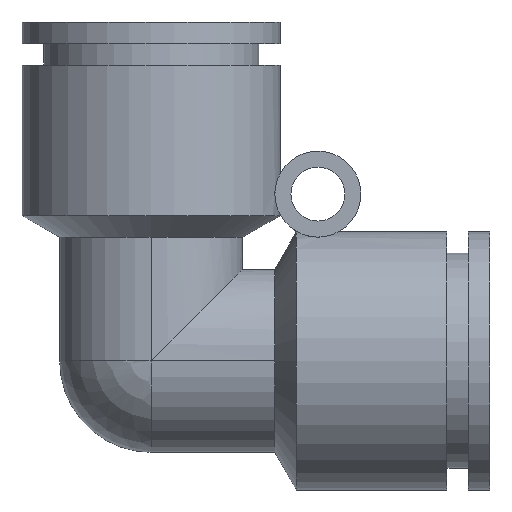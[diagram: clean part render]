
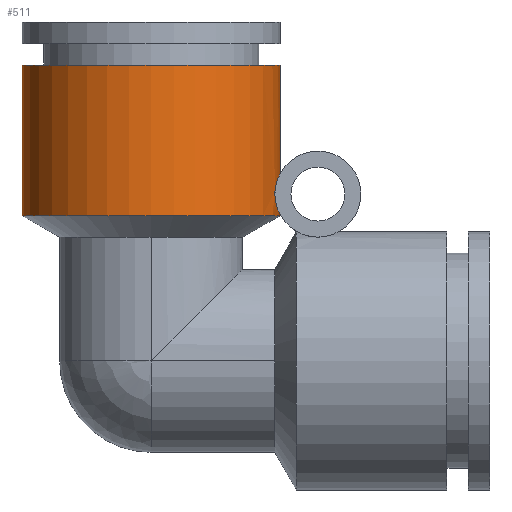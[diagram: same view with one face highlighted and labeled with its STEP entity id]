
A CAD part, front view. The second image highlights one B-rep face of the part: STEP entity #511.
In plain terms, the highlighted cylindrical face has radius 12 mm (diameter 24 mm), a partial arc.
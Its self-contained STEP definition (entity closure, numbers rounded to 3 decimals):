
#9 = EDGE_CURVE ( 'NONE', #1100, #1298, #722, .T. ) ;
#26 = CARTESIAN_POINT ( 'NONE',  ( 20.5, 0., 22. ) ) ;
#37 = ORIENTED_EDGE ( 'NONE', *, *, #1874, .F. ) ;
#39 = CARTESIAN_POINT ( 'NONE',  ( 20.5, 0., 22.064 ) ) ;
#80 = CARTESIAN_POINT ( 'NONE',  ( 20.087, -3.125, 24.839 ) ) ;
#83 = CARTESIAN_POINT ( 'NONE',  ( -3.5, 0., 36. ) ) ;
#94 = CARTESIAN_POINT ( 'NONE',  ( 20.013, -3.384, 23.635 ) ) ;
#173 = ORIENTED_EDGE ( 'NONE', *, *, #1115, .F. ) ;
#230 = FACE_OUTER_BOUND ( 'NONE', #705, .T. ) ;
#234 = VECTOR ( 'NONE', #255, 1000. ) ;
#238 = CARTESIAN_POINT ( 'NONE',  ( 20.5, 0., 20. ) ) ;
#242 = CARTESIAN_POINT ( 'NONE',  ( 20.284, -2.274, 22.518 ) ) ;
#255 = DIRECTION ( 'NONE',  ( 0., 0., -1. ) ) ;
#261 = CARTESIAN_POINT ( 'NONE',  ( 20.254, -2.439, 25.412 ) ) ;
#363 = AXIS2_PLACEMENT_3D ( 'NONE', #1655, #2007, #971 ) ;
#377 = DIRECTION ( 'NONE',  ( 0., 0., -1. ) ) ;
#387 = ORIENTED_EDGE ( 'NONE', *, *, #1029, .T. ) ;
#392 = CARTESIAN_POINT ( 'NONE',  ( 20.057, -3.232, 24.692 ) ) ;
#403 = CARTESIAN_POINT ( 'NONE',  ( 20.5, 0., 25.936 ) ) ;
#406 = DIRECTION ( 'NONE',  ( 0., 0., -1. ) ) ;
#409 = CARTESIAN_POINT ( 'NONE',  ( 20.483, -0.723, 25.908 ) ) ;
#417 = CARTESIAN_POINT ( 'NONE',  ( 20.372, -1.778, 22.308 ) ) ;
#483 = VECTOR ( 'NONE', #406, 1000. ) ;
#485 = EDGE_CURVE ( 'NONE', #1425, #943, #818, .T. ) ;
#511 = ADVANCED_FACE ( 'NONE', ( #230 ), #2025, .T. ) ;
#583 = CARTESIAN_POINT ( 'NONE',  ( 20.5, 0., 36. ) ) ;
#705 = EDGE_LOOP ( 'NONE', ( #173, #970, #387, #1471, #999, #37 ) ) ;
#713 = CARTESIAN_POINT ( 'NONE',  ( 20.151, -2.875, 22.903 ) ) ;
#722 = LINE ( 'NONE', #1040, #234 ) ;
#729 = CARTESIAN_POINT ( 'NONE',  ( 20.057, -3.231, 23.307 ) ) ;
#818 = B_SPLINE_CURVE_WITH_KNOTS ( 'NONE', 3,
 ( #403, #1541, #409, #1853, #2034, #261, #1992, #80, #392, #1844, #1028, #1015, #94, #729, #1209, #713, #1184, #1671, #242, #417, #895, #879, #1372, #1363 ),
 .UNSPECIFIED., .F., .F.,
 ( 4, 2, 2, 2, 2, 2, 2, 2, 2, 2, 2, 4 ),
 ( 0., 0.001, 0.002, 0.003, 0.004, 0.004, 0.005, 0.005, 0.006, 0.006, 0.008, 0.009 ),
 .UNSPECIFIED. ) ;
#855 = VERTEX_POINT ( 'NONE', #26 ) ;
#879 = CARTESIAN_POINT ( 'NONE',  ( 20.483, -0.725, 22.093 ) ) ;
#895 = CARTESIAN_POINT ( 'NONE',  ( 20.42, -1.432, 22.215 ) ) ;
#903 = AXIS2_PLACEMENT_3D ( 'NONE', #1326, #1670, #1990 ) ;
#943 = VERTEX_POINT ( 'NONE', #39 ) ;
#970 = ORIENTED_EDGE ( 'NONE', *, *, #9, .T. ) ;
#971 = DIRECTION ( 'NONE',  ( 1., 0., 0. ) ) ;
#989 = LINE ( 'NONE', #238, #1268 ) ;
#999 = ORIENTED_EDGE ( 'NONE', *, *, #485, .F. ) ;
#1015 = CARTESIAN_POINT ( 'NONE',  ( 20., -3.428, 23.816 ) ) ;
#1028 = CARTESIAN_POINT ( 'NONE',  ( 20., -3.428, 24.181 ) ) ;
#1029 = EDGE_CURVE ( 'NONE', #1298, #855, #1269, .T. ) ;
#1040 = CARTESIAN_POINT ( 'NONE',  ( -3.5, 0., 20. ) ) ;
#1079 = CARTESIAN_POINT ( 'NONE',  ( 20.5, 0., 25.936 ) ) ;
#1087 = CIRCLE ( 'NONE', #363, 12. ) ;
#1100 = VERTEX_POINT ( 'NONE', #83 ) ;
#1115 = EDGE_CURVE ( 'NONE', #1100, #1404, #1087, .T. ) ;
#1184 = CARTESIAN_POINT ( 'NONE',  ( 20.186, -2.732, 22.791 ) ) ;
#1202 = DIRECTION ( 'NONE',  ( 1., 0., 0. ) ) ;
#1209 = CARTESIAN_POINT ( 'NONE',  ( 20.087, -3.123, 23.159 ) ) ;
#1217 = LINE ( 'NONE', #1558, #483 ) ;
#1268 = VECTOR ( 'NONE', #377, 1000. ) ;
#1269 = CIRCLE ( 'NONE', #903, 12. ) ;
#1298 = VERTEX_POINT ( 'NONE', #2005 ) ;
#1326 = CARTESIAN_POINT ( 'NONE',  ( 8.5, 0., 22. ) ) ;
#1342 = CARTESIAN_POINT ( 'NONE',  ( 8.5, 0., 20. ) ) ;
#1363 = CARTESIAN_POINT ( 'NONE',  ( 20.5, 0., 22.064 ) ) ;
#1372 = CARTESIAN_POINT ( 'NONE',  ( 20.5, -0.36, 22.064 ) ) ;
#1404 = VERTEX_POINT ( 'NONE', #583 ) ;
#1425 = VERTEX_POINT ( 'NONE', #1079 ) ;
#1471 = ORIENTED_EDGE ( 'NONE', *, *, #1822, .F. ) ;
#1541 = CARTESIAN_POINT ( 'NONE',  ( 20.5, -0.364, 25.936 ) ) ;
#1558 = CARTESIAN_POINT ( 'NONE',  ( 20.5, 0., 20. ) ) ;
#1655 = CARTESIAN_POINT ( 'NONE',  ( 8.5, 0., 36. ) ) ;
#1670 = DIRECTION ( 'NONE',  ( 0., 0., 1. ) ) ;
#1671 = CARTESIAN_POINT ( 'NONE',  ( 20.252, -2.433, 22.6 ) ) ;
#1703 = DIRECTION ( 'NONE',  ( 0., 0., -1. ) ) ;
#1822 = EDGE_CURVE ( 'NONE', #943, #855, #989, .T. ) ;
#1844 = CARTESIAN_POINT ( 'NONE',  ( 20.013, -3.385, 24.362 ) ) ;
#1853 = CARTESIAN_POINT ( 'NONE',  ( 20.42, -1.429, 25.785 ) ) ;
#1874 = EDGE_CURVE ( 'NONE', #1404, #1425, #1217, .T. ) ;
#1990 = DIRECTION ( 'NONE',  ( 1., 0., 0. ) ) ;
#1991 = AXIS2_PLACEMENT_3D ( 'NONE', #1342, #1703, #1202 ) ;
#1992 = CARTESIAN_POINT ( 'NONE',  ( 20.183, -2.752, 25.225 ) ) ;
#2005 = CARTESIAN_POINT ( 'NONE',  ( -3.5, 0., 22. ) ) ;
#2007 = DIRECTION ( 'NONE',  ( 0., 0., 1. ) ) ;
#2025 = CYLINDRICAL_SURFACE ( 'NONE', #1991, 12. ) ;
#2034 = CARTESIAN_POINT ( 'NONE',  ( 20.372, -1.781, 25.691 ) ) ;
